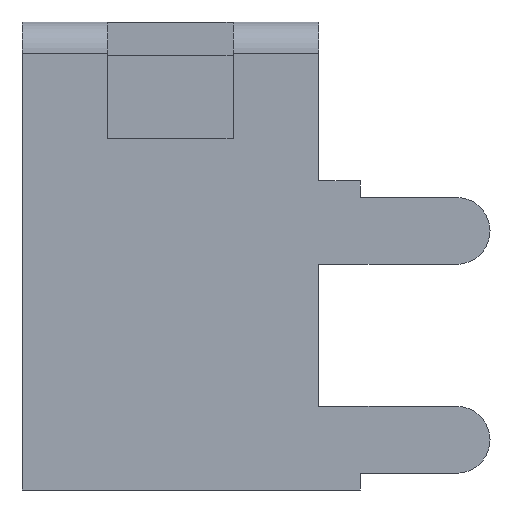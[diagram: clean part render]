
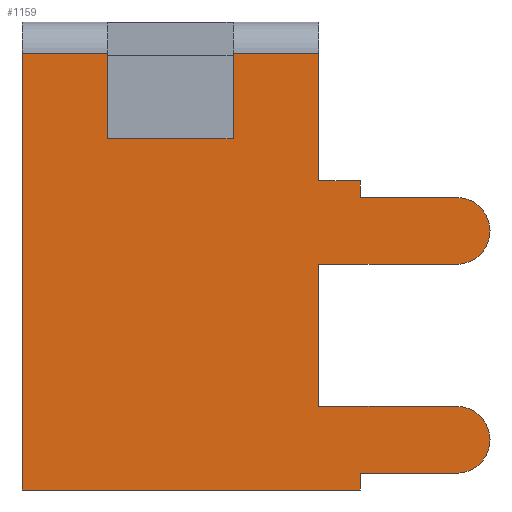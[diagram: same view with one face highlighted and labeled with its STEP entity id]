
A CAD part, left-side view. The second image highlights one B-rep face of the part: STEP entity #1159.
In plain terms, the highlighted planar face has unit normal (-1, 0, 0).
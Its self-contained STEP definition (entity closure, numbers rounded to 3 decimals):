
#59=CIRCLE('',#1248,0.8);
#60=CIRCLE('',#1249,0.8);
#161=ORIENTED_EDGE('',*,*,#428,.F.);
#162=ORIENTED_EDGE('',*,*,#497,.T.);
#163=ORIENTED_EDGE('',*,*,#498,.F.);
#164=ORIENTED_EDGE('',*,*,#499,.F.);
#165=ORIENTED_EDGE('',*,*,#500,.F.);
#166=ORIENTED_EDGE('',*,*,#501,.T.);
#167=ORIENTED_EDGE('',*,*,#502,.T.);
#168=ORIENTED_EDGE('',*,*,#503,.T.);
#169=ORIENTED_EDGE('',*,*,#504,.F.);
#170=ORIENTED_EDGE('',*,*,#505,.F.);
#171=ORIENTED_EDGE('',*,*,#506,.F.);
#172=ORIENTED_EDGE('',*,*,#507,.F.);
#173=ORIENTED_EDGE('',*,*,#441,.F.);
#174=ORIENTED_EDGE('',*,*,#508,.F.);
#175=ORIENTED_EDGE('',*,*,#509,.F.);
#176=ORIENTED_EDGE('',*,*,#510,.F.);
#177=ORIENTED_EDGE('',*,*,#511,.F.);
#178=ORIENTED_EDGE('',*,*,#512,.F.);
#428=EDGE_CURVE('',#600,#601,#713,.T.);
#441=EDGE_CURVE('',#613,#611,#724,.T.);
#497=EDGE_CURVE('',#600,#661,#769,.F.);
#498=EDGE_CURVE('',#662,#661,#770,.T.);
#499=EDGE_CURVE('',#663,#662,#771,.T.);
#500=EDGE_CURVE('',#664,#663,#772,.T.);
#501=EDGE_CURVE('',#664,#665,#773,.F.);
#502=EDGE_CURVE('',#665,#666,#774,.T.);
#503=EDGE_CURVE('',#666,#667,#775,.T.);
#504=EDGE_CURVE('',#668,#667,#776,.T.);
#505=EDGE_CURVE('',#669,#668,#777,.T.);
#506=EDGE_CURVE('',#670,#669,#59,.T.);
#507=EDGE_CURVE('',#611,#670,#778,.T.);
#508=EDGE_CURVE('',#671,#613,#779,.T.);
#509=EDGE_CURVE('',#672,#671,#60,.T.);
#510=EDGE_CURVE('',#673,#672,#780,.T.);
#511=EDGE_CURVE('',#674,#673,#781,.T.);
#512=EDGE_CURVE('',#601,#674,#782,.T.);
#600=VERTEX_POINT('',#1650);
#601=VERTEX_POINT('',#1652);
#611=VERTEX_POINT('',#1674);
#613=VERTEX_POINT('',#1678);
#661=VERTEX_POINT('',#2293);
#662=VERTEX_POINT('',#2295);
#663=VERTEX_POINT('',#2297);
#664=VERTEX_POINT('',#2299);
#665=VERTEX_POINT('',#2301);
#666=VERTEX_POINT('',#2303);
#667=VERTEX_POINT('',#2305);
#668=VERTEX_POINT('',#2307);
#669=VERTEX_POINT('',#2309);
#670=VERTEX_POINT('',#2311);
#671=VERTEX_POINT('',#2314);
#672=VERTEX_POINT('',#2316);
#673=VERTEX_POINT('',#2318);
#674=VERTEX_POINT('',#2320);
#713=LINE('',#1651,#845);
#724=LINE('',#1679,#856);
#769=LINE('',#2292,#901);
#770=LINE('',#2294,#902);
#771=LINE('',#2296,#903);
#772=LINE('',#2298,#904);
#773=LINE('',#2300,#905);
#774=LINE('',#2302,#906);
#775=LINE('',#2304,#907);
#776=LINE('',#2306,#908);
#777=LINE('',#2308,#909);
#778=LINE('',#2312,#910);
#779=LINE('',#2313,#911);
#780=LINE('',#2317,#912);
#781=LINE('',#2319,#913);
#782=LINE('',#2321,#914);
#845=VECTOR('',#1330,1000.);
#856=VECTOR('',#1349,1000.);
#901=VECTOR('',#1424,1000.);
#902=VECTOR('',#1425,1000.);
#903=VECTOR('',#1426,1000.);
#904=VECTOR('',#1427,1000.);
#905=VECTOR('',#1428,1000.);
#906=VECTOR('',#1429,1000.);
#907=VECTOR('',#1430,1000.);
#908=VECTOR('',#1431,1000.);
#909=VECTOR('',#1432,1000.);
#910=VECTOR('',#1435,1000.);
#911=VECTOR('',#1436,1000.);
#912=VECTOR('',#1439,1000.);
#913=VECTOR('',#1440,1000.);
#914=VECTOR('',#1441,1000.);
#982=EDGE_LOOP('',(#161,#162,#163,#164,#165,#166,#167,#168,#169,#170,#171,
#172,#173,#174,#175,#176,#177,#178));
#1049=FACE_BOUND('',#982,.T.);
#1114=PLANE('',#1247);
#1159=ADVANCED_FACE('',(#1049),#1114,.T.);
#1247=AXIS2_PLACEMENT_3D('',#2291,#1422,#1423);
#1248=AXIS2_PLACEMENT_3D('',#2310,#1433,#1434);
#1249=AXIS2_PLACEMENT_3D('',#2315,#1437,#1438);
#1330=DIRECTION('',(0.,0.,-1.));
#1349=DIRECTION('',(0.,0.,-1.));
#1422=DIRECTION('',(-1.,0.,0.));
#1423=DIRECTION('',(0.,0.,1.));
#1424=DIRECTION('',(0.,-1.,0.));
#1425=DIRECTION('',(0.,0.,1.));
#1426=DIRECTION('',(0.,-1.,0.));
#1427=DIRECTION('',(0.,0.,-1.));
#1428=DIRECTION('',(0.,-1.,0.));
#1429=DIRECTION('',(0.,0.,-1.));
#1430=DIRECTION('',(0.,-1.,0.));
#1431=DIRECTION('',(0.,0.,-1.));
#1432=DIRECTION('',(0.,1.,0.));
#1433=DIRECTION('',(1.,0.,0.));
#1434=DIRECTION('',(0.,0.,-1.));
#1435=DIRECTION('',(0.,-1.,0.));
#1436=DIRECTION('',(0.,1.,0.));
#1437=DIRECTION('',(1.,0.,0.));
#1438=DIRECTION('',(0.,0.,1.));
#1439=DIRECTION('',(0.,-1.,0.));
#1440=DIRECTION('',(0.,0.,-1.));
#1441=DIRECTION('',(0.,-1.,0.));
#1650=CARTESIAN_POINT('',(-4.25,-3.55,5.75));
#1651=CARTESIAN_POINT('',(-4.25,-3.55,4.5));
#1652=CARTESIAN_POINT('',(-4.25,-3.55,2.7));
#1674=CARTESIAN_POINT('',(-4.25,-3.55,-2.7));
#1678=CARTESIAN_POINT('',(-4.25,-3.55,0.7));
#1679=CARTESIAN_POINT('',(-4.25,-3.55,4.5));
#2291=CARTESIAN_POINT('',(-4.25,6.,4.5));
#2292=CARTESIAN_POINT('',(-4.25,6.,5.75));
#2293=CARTESIAN_POINT('',(-4.25,-1.5,5.75));
#2294=CARTESIAN_POINT('',(-4.25,-1.5,4.5));
#2295=CARTESIAN_POINT('',(-4.25,-1.5,3.7));
#2296=CARTESIAN_POINT('',(-4.25,6.,3.7));
#2297=CARTESIAN_POINT('',(-4.25,1.5,3.7));
#2298=CARTESIAN_POINT('',(-4.25,1.5,4.5));
#2299=CARTESIAN_POINT('',(-4.25,1.5,5.75));
#2300=CARTESIAN_POINT('',(-4.25,6.,5.75));
#2301=CARTESIAN_POINT('',(-4.25,3.55,5.75));
#2302=CARTESIAN_POINT('',(-4.25,3.55,4.5));
#2303=CARTESIAN_POINT('',(-4.25,3.55,-4.7));
#2304=CARTESIAN_POINT('',(-4.25,6.,-4.7));
#2305=CARTESIAN_POINT('',(-4.25,-4.55,-4.7));
#2306=CARTESIAN_POINT('',(-4.25,-4.55,-4.7));
#2307=CARTESIAN_POINT('',(-4.25,-4.55,-4.3));
#2308=CARTESIAN_POINT('',(-4.25,-6.85,-4.3));
#2309=CARTESIAN_POINT('',(-4.25,-6.85,-4.3));
#2310=CARTESIAN_POINT('',(-4.25,-6.85,-3.5));
#2311=CARTESIAN_POINT('',(-4.25,-6.85,-2.7));
#2312=CARTESIAN_POINT('',(-4.25,-6.85,-2.7));
#2313=CARTESIAN_POINT('',(-4.25,-6.85,0.7));
#2314=CARTESIAN_POINT('',(-4.25,-6.85,0.7));
#2315=CARTESIAN_POINT('',(-4.25,-6.85,1.5));
#2316=CARTESIAN_POINT('',(-4.25,-6.85,2.3));
#2317=CARTESIAN_POINT('',(-4.25,-6.85,2.3));
#2318=CARTESIAN_POINT('',(-4.25,-4.55,2.3));
#2319=CARTESIAN_POINT('',(-4.25,-4.55,2.7));
#2320=CARTESIAN_POINT('',(-4.25,-4.55,2.7));
#2321=CARTESIAN_POINT('',(-4.25,-3.55,2.7));
